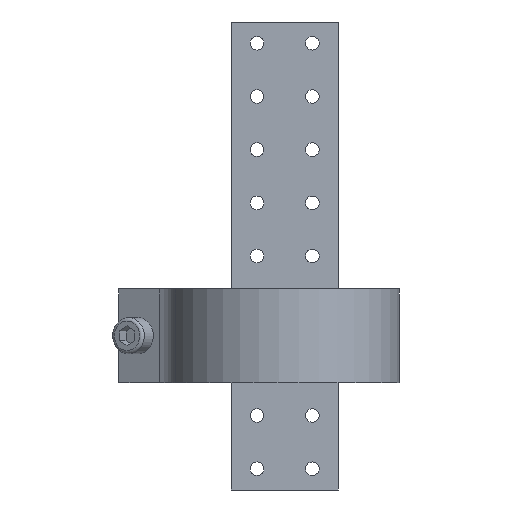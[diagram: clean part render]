
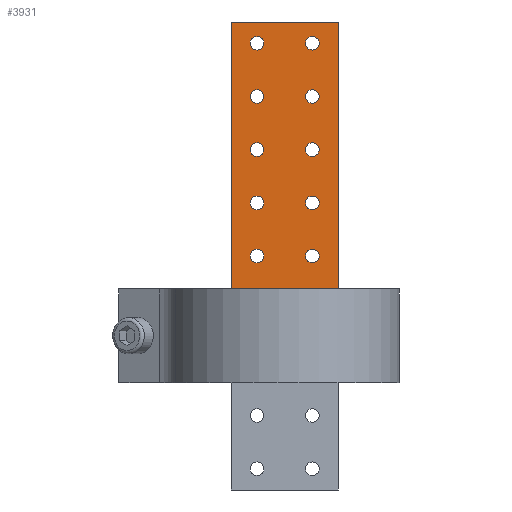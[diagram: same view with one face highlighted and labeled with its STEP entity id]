
A CAD part, front view. The second image highlights one B-rep face of the part: STEP entity #3931.
In plain terms, the highlighted planar face has unit normal (0, -1, 0).
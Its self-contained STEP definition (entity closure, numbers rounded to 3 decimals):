
#116=FACE_BOUND('',#1292,.T.);
#117=FACE_BOUND('',#1293,.T.);
#118=FACE_BOUND('',#1294,.T.);
#119=FACE_BOUND('',#1295,.T.);
#120=FACE_BOUND('',#1296,.T.);
#121=FACE_BOUND('',#1297,.T.);
#122=FACE_BOUND('',#1298,.T.);
#123=FACE_BOUND('',#1299,.T.);
#124=FACE_BOUND('',#1300,.T.);
#125=FACE_BOUND('',#1301,.T.);
#250=LINE('',#5777,#617);
#264=LINE('',#5804,#631);
#268=LINE('',#5812,#635);
#269=LINE('',#5814,#636);
#617=VECTOR('',#4836,1000.);
#631=VECTOR('',#4858,1000.);
#635=VECTOR('',#4866,1000.);
#636=VECTOR('',#4869,10.);
#1031=FACE_OUTER_BOUND('',#1291,.T.);
#1291=EDGE_LOOP('',(#2802,#2803,#2804,#2805));
#1292=EDGE_LOOP('',(#2806));
#1293=EDGE_LOOP('',(#2807));
#1294=EDGE_LOOP('',(#2808));
#1295=EDGE_LOOP('',(#2809));
#1296=EDGE_LOOP('',(#2810));
#1297=EDGE_LOOP('',(#2811));
#1298=EDGE_LOOP('',(#2812));
#1299=EDGE_LOOP('',(#2813));
#1300=EDGE_LOOP('',(#2814));
#1301=EDGE_LOOP('',(#2815));
#1476=CIRCLE('',#4142,1.6);
#1480=CIRCLE('',#4149,1.6);
#1484=CIRCLE('',#4156,1.6);
#1488=CIRCLE('',#4163,1.6);
#1491=CIRCLE('',#4169,1.6);
#1510=CIRCLE('',#4203,1.6);
#1514=CIRCLE('',#4210,1.6);
#1518=CIRCLE('',#4217,1.6);
#1522=CIRCLE('',#4224,1.6);
#1526=CIRCLE('',#4231,1.6);
#1618=VERTEX_POINT('',#5559);
#1622=VERTEX_POINT('',#5572);
#1626=VERTEX_POINT('',#5585);
#1630=VERTEX_POINT('',#5598);
#1633=VERTEX_POINT('',#5609);
#1652=VERTEX_POINT('',#5672);
#1656=VERTEX_POINT('',#5685);
#1660=VERTEX_POINT('',#5698);
#1664=VERTEX_POINT('',#5711);
#1668=VERTEX_POINT('',#5724);
#1684=VERTEX_POINT('',#5774);
#1685=VERTEX_POINT('',#5776);
#1694=VERTEX_POINT('',#5802);
#1696=VERTEX_POINT('',#5810);
#1989=EDGE_CURVE('',#1618,#1618,#1476,.T.);
#1995=EDGE_CURVE('',#1622,#1622,#1480,.T.);
#2001=EDGE_CURVE('',#1626,#1626,#1484,.T.);
#2007=EDGE_CURVE('',#1630,#1630,#1488,.T.);
#2012=EDGE_CURVE('',#1633,#1633,#1491,.T.);
#2041=EDGE_CURVE('',#1652,#1652,#1510,.T.);
#2047=EDGE_CURVE('',#1656,#1656,#1514,.T.);
#2053=EDGE_CURVE('',#1660,#1660,#1518,.T.);
#2059=EDGE_CURVE('',#1664,#1664,#1522,.T.);
#2065=EDGE_CURVE('',#1668,#1668,#1526,.T.);
#2089=EDGE_CURVE('',#1684,#1685,#250,.T.);
#2103=EDGE_CURVE('',#1694,#1684,#264,.T.);
#2107=EDGE_CURVE('',#1694,#1696,#268,.T.);
#2108=EDGE_CURVE('',#1696,#1685,#269,.T.);
#2802=ORIENTED_EDGE('',*,*,#2108,.T.);
#2803=ORIENTED_EDGE('',*,*,#2089,.F.);
#2804=ORIENTED_EDGE('',*,*,#2103,.F.);
#2805=ORIENTED_EDGE('',*,*,#2107,.T.);
#2806=ORIENTED_EDGE('',*,*,#2065,.T.);
#2807=ORIENTED_EDGE('',*,*,#2059,.T.);
#2808=ORIENTED_EDGE('',*,*,#2053,.T.);
#2809=ORIENTED_EDGE('',*,*,#2047,.T.);
#2810=ORIENTED_EDGE('',*,*,#2041,.T.);
#2811=ORIENTED_EDGE('',*,*,#2012,.T.);
#2812=ORIENTED_EDGE('',*,*,#2007,.T.);
#2813=ORIENTED_EDGE('',*,*,#2001,.T.);
#2814=ORIENTED_EDGE('',*,*,#1995,.T.);
#2815=ORIENTED_EDGE('',*,*,#1989,.T.);
#3520=PLANE('',#4261);
#3931=ADVANCED_FACE('',(#1031,#116,#117,#118,#119,#120,#121,#122,#123,#124,
#125),#3520,.F.);
#4142=AXIS2_PLACEMENT_3D('',#5560,#4573,#4574);
#4149=AXIS2_PLACEMENT_3D('',#5573,#4589,#4590);
#4156=AXIS2_PLACEMENT_3D('',#5586,#4605,#4606);
#4163=AXIS2_PLACEMENT_3D('',#5599,#4621,#4622);
#4169=AXIS2_PLACEMENT_3D('',#5610,#4635,#4636);
#4203=AXIS2_PLACEMENT_3D('',#5673,#4713,#4714);
#4210=AXIS2_PLACEMENT_3D('',#5686,#4729,#4730);
#4217=AXIS2_PLACEMENT_3D('',#5699,#4745,#4746);
#4224=AXIS2_PLACEMENT_3D('',#5712,#4761,#4762);
#4231=AXIS2_PLACEMENT_3D('',#5725,#4777,#4778);
#4261=AXIS2_PLACEMENT_3D('',#5813,#4867,#4868);
#4573=DIRECTION('center_axis',(0.,1.,0.));
#4574=DIRECTION('ref_axis',(0.,0.,1.));
#4589=DIRECTION('center_axis',(0.,1.,0.));
#4590=DIRECTION('ref_axis',(0.,0.,1.));
#4605=DIRECTION('center_axis',(0.,1.,0.));
#4606=DIRECTION('ref_axis',(0.,0.,1.));
#4621=DIRECTION('center_axis',(0.,1.,0.));
#4622=DIRECTION('ref_axis',(0.,0.,1.));
#4635=DIRECTION('center_axis',(0.,1.,0.));
#4636=DIRECTION('ref_axis',(0.,0.,1.));
#4713=DIRECTION('center_axis',(0.,1.,0.));
#4714=DIRECTION('ref_axis',(0.,0.,1.));
#4729=DIRECTION('center_axis',(0.,1.,0.));
#4730=DIRECTION('ref_axis',(0.,0.,1.));
#4745=DIRECTION('center_axis',(0.,1.,0.));
#4746=DIRECTION('ref_axis',(0.,0.,1.));
#4761=DIRECTION('center_axis',(0.,1.,0.));
#4762=DIRECTION('ref_axis',(0.,0.,1.));
#4777=DIRECTION('center_axis',(0.,1.,0.));
#4778=DIRECTION('ref_axis',(0.,0.,1.));
#4836=DIRECTION('',(0.,0.,-1.));
#4858=DIRECTION('',(1.,0.,0.));
#4866=DIRECTION('',(0.,0.,-1.));
#4867=DIRECTION('center_axis',(0.,1.,0.));
#4868=DIRECTION('ref_axis',(0.,0.,1.));
#4869=DIRECTION('',(1.,0.,0.));
#5559=CARTESIAN_POINT('',(-4.9,0.,105.));
#5560=CARTESIAN_POINT('Origin',(-6.5,0.,105.));
#5572=CARTESIAN_POINT('',(-4.9,0.,92.5));
#5573=CARTESIAN_POINT('Origin',(-6.5,0.,92.5));
#5585=CARTESIAN_POINT('',(-4.9,0.,80.));
#5586=CARTESIAN_POINT('Origin',(-6.5,0.,80.));
#5598=CARTESIAN_POINT('',(-4.9,0.,67.5));
#5599=CARTESIAN_POINT('Origin',(-6.5,0.,67.5));
#5609=CARTESIAN_POINT('',(-4.9,0.,55.));
#5610=CARTESIAN_POINT('Origin',(-6.5,0.,55.));
#5672=CARTESIAN_POINT('',(8.1,0.,105.));
#5673=CARTESIAN_POINT('Origin',(6.5,0.,105.));
#5685=CARTESIAN_POINT('',(8.1,0.,92.5));
#5686=CARTESIAN_POINT('Origin',(6.5,0.,92.5));
#5698=CARTESIAN_POINT('',(8.1,0.,80.));
#5699=CARTESIAN_POINT('Origin',(6.5,0.,80.));
#5711=CARTESIAN_POINT('',(8.1,0.,67.5));
#5712=CARTESIAN_POINT('Origin',(6.5,0.,67.5));
#5724=CARTESIAN_POINT('',(8.1,0.,55.));
#5725=CARTESIAN_POINT('Origin',(6.5,0.,55.));
#5774=CARTESIAN_POINT('',(12.6,0.,110.));
#5776=CARTESIAN_POINT('',(12.6,0.,47.25));
#5777=CARTESIAN_POINT('',(12.6,0.,110.));
#5802=CARTESIAN_POINT('',(-12.6,0.,110.));
#5804=CARTESIAN_POINT('',(-12.6,0.,110.));
#5810=CARTESIAN_POINT('',(-12.6,0.,47.25));
#5812=CARTESIAN_POINT('',(-12.6,0.,110.));
#5813=CARTESIAN_POINT('Origin',(-12.6,0.,110.));
#5814=CARTESIAN_POINT('',(-6.3,0.,47.25));
